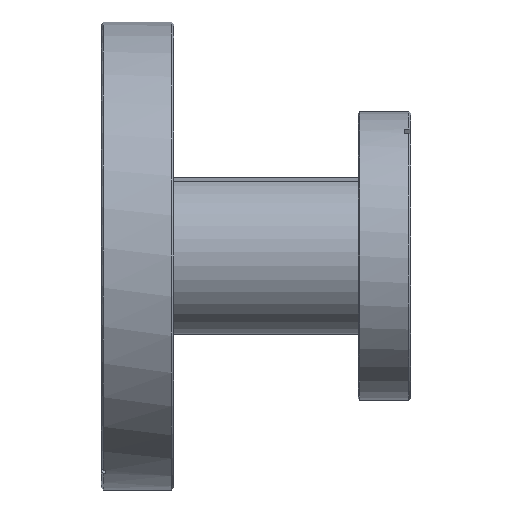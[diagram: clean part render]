
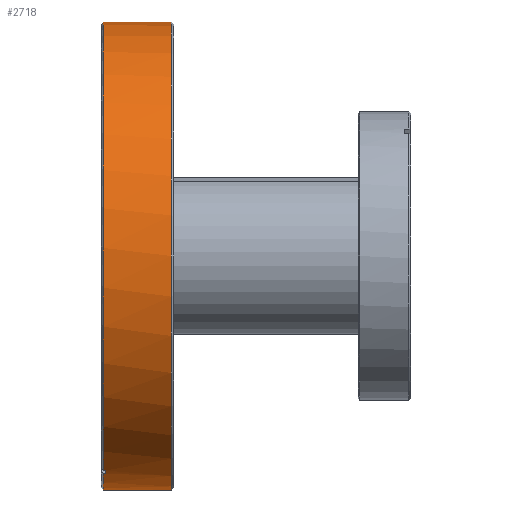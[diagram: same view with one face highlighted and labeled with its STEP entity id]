
A CAD part, left-side view. The second image highlights one B-rep face of the part: STEP entity #2718.
In plain terms, the highlighted cylindrical face has radius 56.75 mm (diameter 113.5 mm), a partial arc.
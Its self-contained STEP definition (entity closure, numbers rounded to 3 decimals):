
#52 = ORIENTED_EDGE ( 'NONE', *, *, #2578, .T. ) ;
#170 = VERTEX_POINT ( 'NONE', #3247 ) ;
#189 = VERTEX_POINT ( 'NONE', #3145 ) ;
#396 = DIRECTION ( 'NONE',  ( 0., 0., -1. ) ) ;
#397 = CARTESIAN_POINT ( 'NONE',  ( 0., -24.574, 0. ) ) ;
#398 = DIRECTION ( 'NONE',  ( 0., -1., 0. ) ) ;
#920 = CARTESIAN_POINT ( 'NONE',  ( 0., -0.5, 0. ) ) ;
#921 = DIRECTION ( 'NONE',  ( 0., -1., 0. ) ) ;
#922 = DIRECTION ( 'NONE',  ( 0., 0., -1. ) ) ;
#941 = CARTESIAN_POINT ( 'NONE',  ( 0., -24.574, 56.75 ) ) ;
#942 = DIRECTION ( 'NONE',  ( 0., -1., 0. ) ) ;
#951 = CARTESIAN_POINT ( 'NONE',  ( 0., -24.574, -56.75 ) ) ;
#952 = DIRECTION ( 'NONE',  ( 0., -1., 0. ) ) ;
#958 = DIRECTION ( 'NONE',  ( 0., -1., 0. ) ) ;
#962 = CARTESIAN_POINT ( 'NONE',  ( -22.638, -24.574, -52.039 ) ) ;
#963 = CARTESIAN_POINT ( 'NONE',  ( -20.79, -24.574, -52.805 ) ) ;
#964 = DIRECTION ( 'NONE',  ( 0., -1., 0. ) ) ;
#965 = CARTESIAN_POINT ( 'NONE',  ( 0., -0.5, 0. ) ) ;
#966 = DIRECTION ( 'NONE',  ( 0., -1., 0. ) ) ;
#967 = DIRECTION ( 'NONE',  ( 0., 0., -1. ) ) ;
#968 = CARTESIAN_POINT ( 'NONE',  ( 0., -1., 0. ) ) ;
#969 = DIRECTION ( 'NONE',  ( 0., -1., 0. ) ) ;
#970 = DIRECTION ( 'NONE',  ( 0., 0., -1. ) ) ;
#971 = CARTESIAN_POINT ( 'NONE',  ( 0., -17., 0. ) ) ;
#972 = DIRECTION ( 'NONE',  ( 0., 1., 0. ) ) ;
#973 = DIRECTION ( 'NONE',  ( 0., 0., 1. ) ) ;
#1507 = CARTESIAN_POINT ( 'NONE',  ( -22.638, -1., -52.039 ) ) ;
#1510 = CARTESIAN_POINT ( 'NONE',  ( -20.79, -1., -52.805 ) ) ;
#1862 = VERTEX_POINT ( 'NONE', #2972 ) ;
#1874 = VERTEX_POINT ( 'NONE', #3006 ) ;
#1878 = VERTEX_POINT ( 'NONE', #2975 ) ;
#1880 = VERTEX_POINT ( 'NONE', #2942 ) ;
#2578 = EDGE_CURVE ( 'NONE', #189, #1878, #3288, .T. ) ;
#2589 = EDGE_CURVE ( 'NONE', #1862, #170, #3304, .T. ) ;
#2590 = EDGE_CURVE ( 'NONE', #1878, #1874, #3305, .T. ) ;
#2595 = EDGE_CURVE ( 'NONE', #1862, #1880, #3299, .T. ) ;
#2596 = EDGE_CURVE ( 'NONE', #1880, #4409, #3315, .T. ) ;
#2597 = EDGE_CURVE ( 'NONE', #4409, #4413, #3316, .T. ) ;
#2598 = EDGE_CURVE ( 'NONE', #189, #4413, #3318, .T. ) ;
#2599 = EDGE_CURVE ( 'NONE', #1874, #170, #3319, .T. ) ;
#2718 = ADVANCED_FACE ( 'NONE', ( #3520 ), #3531, .T. ) ;
#2872 = AXIS2_PLACEMENT_3D ( 'NONE', #397, #398, #396 ) ;
#2942 = CARTESIAN_POINT ( 'NONE',  ( -22.638, -0.5, -52.039 ) ) ;
#2972 = CARTESIAN_POINT ( 'NONE',  ( 0., -0.5, 56.75 ) ) ;
#2975 = CARTESIAN_POINT ( 'NONE',  ( 0., -0.5, -56.75 ) ) ;
#3006 = CARTESIAN_POINT ( 'NONE',  ( 0., -17., -56.75 ) ) ;
#3025 = EDGE_LOOP ( 'NONE', ( #3926, #3903, #3942, #3911, #3950, #52, #3881, #3918 ) ) ;
#3145 = CARTESIAN_POINT ( 'NONE',  ( -20.79, -0.5, -52.805 ) ) ;
#3247 = CARTESIAN_POINT ( 'NONE',  ( 0., -17., 56.75 ) ) ;
#3288 = CIRCLE ( 'NONE', #4200, 56.75 ) ;
#3299 = CIRCLE ( 'NONE', #4208, 56.75 ) ;
#3304 = LINE ( 'NONE', #941, #3306 ) ;
#3305 = LINE ( 'NONE', #951, #3308 ) ;
#3306 = VECTOR ( 'NONE', #942, 1000. ) ;
#3308 = VECTOR ( 'NONE', #952, 1000. ) ;
#3315 = LINE ( 'NONE', #962, #3317 ) ;
#3316 = CIRCLE ( 'NONE', #4209, 56.75 ) ;
#3317 = VECTOR ( 'NONE', #958, 1000. ) ;
#3318 = LINE ( 'NONE', #963, #3320 ) ;
#3319 = CIRCLE ( 'NONE', #4210, 56.75 ) ;
#3320 = VECTOR ( 'NONE', #964, 1000. ) ;
#3520 = FACE_OUTER_BOUND ( 'NONE', #3025, .T. ) ;
#3531 = CYLINDRICAL_SURFACE ( 'NONE', #2872, 56.75 ) ;
#3881 = ORIENTED_EDGE ( 'NONE', *, *, #2590, .T. ) ;
#3903 = ORIENTED_EDGE ( 'NONE', *, *, #2595, .T. ) ;
#3911 = ORIENTED_EDGE ( 'NONE', *, *, #2597, .T. ) ;
#3918 = ORIENTED_EDGE ( 'NONE', *, *, #2599, .T. ) ;
#3926 = ORIENTED_EDGE ( 'NONE', *, *, #2589, .F. ) ;
#3942 = ORIENTED_EDGE ( 'NONE', *, *, #2596, .T. ) ;
#3950 = ORIENTED_EDGE ( 'NONE', *, *, #2598, .F. ) ;
#4200 = AXIS2_PLACEMENT_3D ( 'NONE', #920, #921, #922 ) ;
#4208 = AXIS2_PLACEMENT_3D ( 'NONE', #965, #966, #967 ) ;
#4209 = AXIS2_PLACEMENT_3D ( 'NONE', #968, #969, #970 ) ;
#4210 = AXIS2_PLACEMENT_3D ( 'NONE', #971, #972, #973 ) ;
#4409 = VERTEX_POINT ( 'NONE', #1507 ) ;
#4413 = VERTEX_POINT ( 'NONE', #1510 ) ;
